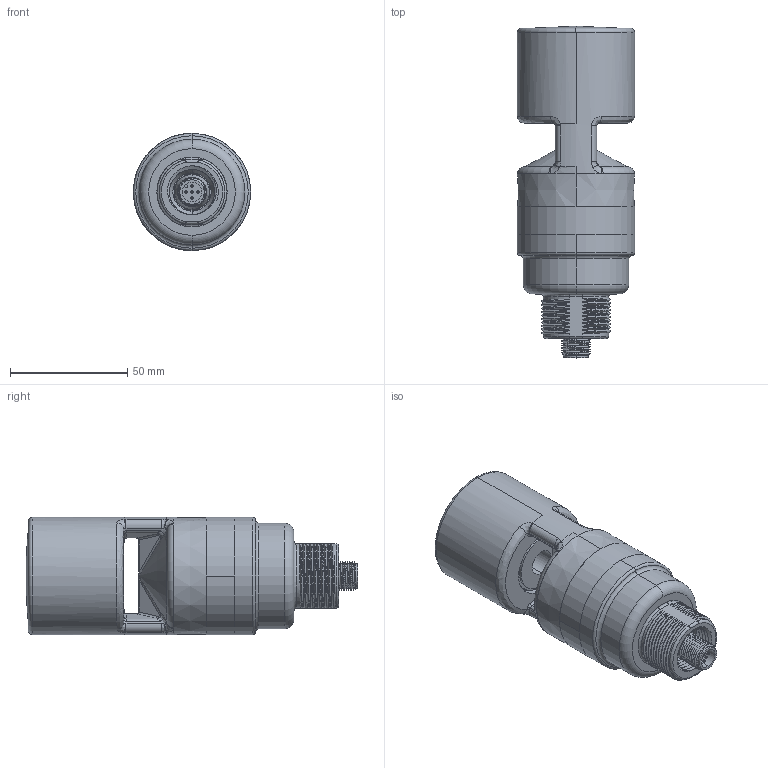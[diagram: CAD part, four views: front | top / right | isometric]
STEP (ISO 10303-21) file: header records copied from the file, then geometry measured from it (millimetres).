
FILE_DESCRIPTION((''),'2;1');
FILE_NAME('169563_ASM','2014-06-26T',('pdmadmin'),(''),'PRO/ENGINEER BY PARAMETRIC TECHNOLOGY CORPORATION, 2013230','PRO/ENGINEER BY PARAMETRIC TECHNOLOGY CORPORATION, 2013230','');
FILE_SCHEMA(('CONFIG_CONTROL_DESIGN'));
Products named in the file (10): 168245; 168246; 168302; 168401; 158948; 158231_WEB; 140410_GENERIC; 141960; 41089_NO_ORING; 169563_ASM
Assembly tree (9 placements, depth 2):
  169563_ASM
    168245
    168246
    168302
    168401
    158948
    158231_WEB
    140410_GENERIC
    141960
    41089_NO_ORING
Bounding box: 50 x 141.62 x 50 mm (x, y, z)
Volume: 93104.9 mm3; surface area: 76018.6 mm2
Topology: 9 solids, 9 shells, 1059 faces, 2691 edges, 1708 vertices
Faces by surface type: plane 331, cylinder 323, bspline 263, cone 84, torus 56, sphere 2
Entity records: 75296 total; most frequent: CARTESIAN_POINT 51351, ORIENTED_EDGE 5374, DIRECTION 4341, EDGE_CURVE 2687, VERTEX_POINT 1708, AXIS2_PLACEMENT_3D 1646, EDGE_LOOP 1139, FACE_OUTER_BOUND 1059
